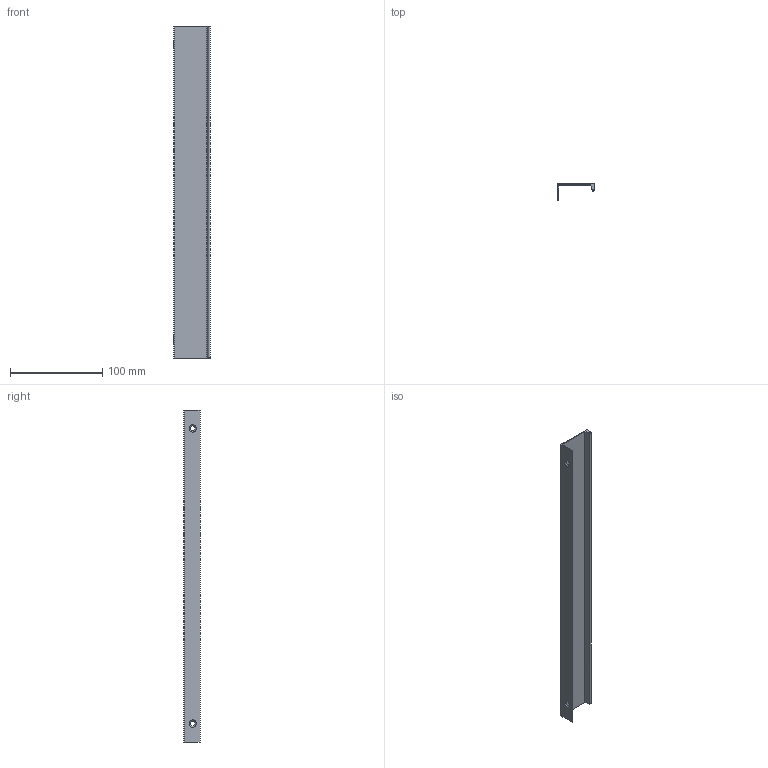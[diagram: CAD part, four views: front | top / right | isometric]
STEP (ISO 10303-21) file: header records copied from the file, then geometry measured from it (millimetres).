
FILE_DESCRIPTION(/* description */ (''),/* implementation_level */ '2;1');
FILE_NAME(/* name */ 'UA-HEXI-32-360.stp',/* time_stamp */ '2023-04-18T09:07:31+02:00',/* author */ ('tomaszw'),/* organization */ (''),/* preprocessor_version */ 'ST-DEVELOPER v19.2',/* originating_system */ 'Autodesk Inventor 2023',/* authorisation */ '');
FILE_SCHEMA (('AUTOMOTIVE_DESIGN { 1 0 10303 214 3 1 1 }'));
Length unit declared in the file: millimetre
Products named in the file (1): UA-HEXI-32-50-01
Bounding box: 40 x 17.5 x 360 mm (x, y, z)
Volume: 32835.9 mm3; surface area: 44897.1 mm2
Topology: 1 solids, 1 shells, 16 faces, 42 edges, 24 vertices
Faces by surface type: plane 9, cylinder 3, cone 2, bspline 2
Entity records: 719 total; most frequent: CARTESIAN_POINT 303, ORIENTED_EDGE 76, DIRECTION 72, EDGE_CURVE 38, LINE 26, VECTOR 26, VERTEX_POINT 24, AXIS2_PLACEMENT_3D 23
